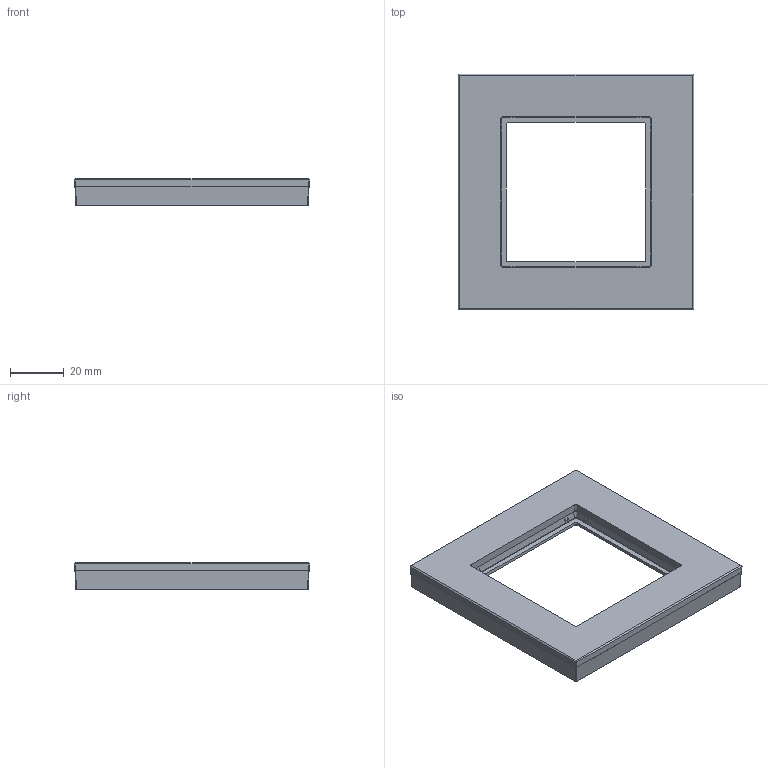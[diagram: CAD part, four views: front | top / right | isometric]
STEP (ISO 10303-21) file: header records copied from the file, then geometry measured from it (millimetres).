
FILE_DESCRIPTION((''),'2;1');
FILE_NAME('WAD8100ES_ASM','2025-02-24T09:21:35',('andolfs'),(''),'CREO PARAMETRIC BY PTC INC, 2023154','CREO PARAMETRIC BY PTC INC, 2023154','');
FILE_SCHEMA(('CONFIG_CONTROL_DESIGN','SHAPE_APPEARANCE_LAYERS_GROUPS'));
Products named in the file (6): W4G0080_18; W1A2174_BG; W1A2464_DD; 9204676000_KLEBEPAD; W2A0620_00_ASM; WAD8100ES_ASM
Assembly tree (5 placements, depth 3):
  WAD8100ES_ASM
    W4G0080_18
    W2A0620_00_ASM
      W1A2174_BG
      W1A2464_DD
      9204676000_KLEBEPAD
Bounding box: 88 x 88 x 10 mm (x, y, z)
Volume: 26657.8 mm3; surface area: 31769.4 mm2
Topology: 3 solids, 3 shells, 2075 faces, 5495 edges, 3542 vertices
Faces by surface type: extrusion 782, plane 777, cylinder 260, bspline 176, cone 32, torus 28, sphere 16, revolution 4
Entity records: 117877 total; most frequent: CARTESIAN_POINT 37356, ORIENTED_EDGE 10982, PRESENTATION_STYLE_ASSIGNMENT 8288, STYLED_ITEM 8288, DIRECTION 7007, CURVE_STYLE 6229, EDGE_CURVE 5491, VECTOR 3789
